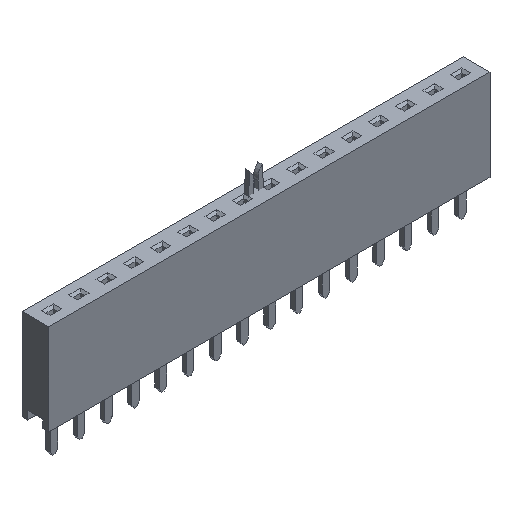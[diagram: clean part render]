
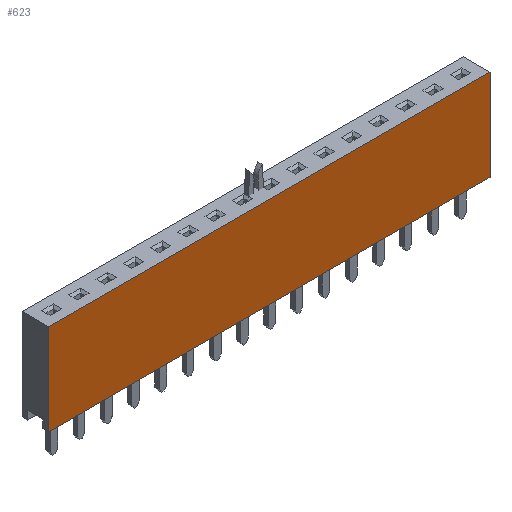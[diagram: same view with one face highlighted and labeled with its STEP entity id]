
A CAD part, isometric view. The second image highlights one B-rep face of the part: STEP entity #623.
In plain terms, the highlighted planar face has unit normal (0, -1, 0).
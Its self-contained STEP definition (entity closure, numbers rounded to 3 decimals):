
#623 = ADVANCED_FACE( '', ( #1313 ), #1314, .T. );
#1313 = FACE_OUTER_BOUND( '', #2071, .T. );
#1314 = PLANE( '', #2072 );
#2071 = EDGE_LOOP( '', ( #3929, #3930, #3931, #3932 ) );
#2072 = AXIS2_PLACEMENT_3D( '', #3933, #3934, #3935 );
#3929 = ORIENTED_EDGE( '', *, *, #4799, .T. );
#3930 = ORIENTED_EDGE( '', *, *, #5102, .T. );
#3931 = ORIENTED_EDGE( '', *, *, #5163, .T. );
#3932 = ORIENTED_EDGE( '', *, *, #4732, .T. );
#3933 = CARTESIAN_POINT( '', ( 0., -1.25, 0. ) );
#3934 = DIRECTION( '', ( 0., -1., 0. ) );
#3935 = DIRECTION( '', ( 0., 0., -1. ) );
#4732 = EDGE_CURVE( '', #5791, #5789, #5792, .T. );
#4799 = EDGE_CURVE( '', #5789, #5899, #5901, .T. );
#5102 = EDGE_CURVE( '', #5899, #6303, #6305, .T. );
#5163 = EDGE_CURVE( '', #6303, #5791, #6374, .T. );
#5789 = VERTEX_POINT( '', #7264 );
#5791 = VERTEX_POINT( '', #7267 );
#5792 = LINE( '', #7268, #7269 );
#5899 = VERTEX_POINT( '', #7436 );
#5901 = LINE( '', #7439, #7440 );
#6303 = VERTEX_POINT( '', #8064 );
#6305 = LINE( '', #8067, #8068 );
#6374 = LINE( '', #8174, #8175 );
#7264 = CARTESIAN_POINT( '', ( 20.57, -1.25, 4.25 ) );
#7267 = CARTESIAN_POINT( '', ( 20.57, -1.25, -4.25 ) );
#7268 = CARTESIAN_POINT( '', ( 20.57, -1.25, -4.25 ) );
#7269 = VECTOR( '', #8548, 1000. );
#7436 = CARTESIAN_POINT( '', ( -20.57, -1.25, 4.25 ) );
#7439 = CARTESIAN_POINT( '', ( 20.57, -1.25, 4.25 ) );
#7440 = VECTOR( '', #8610, 1000. );
#8064 = CARTESIAN_POINT( '', ( -20.57, -1.25, -4.25 ) );
#8067 = CARTESIAN_POINT( '', ( -20.57, -1.25, 4.25 ) );
#8068 = VECTOR( '', #8825, 1000. );
#8174 = CARTESIAN_POINT( '', ( -20.57, -1.25, -4.25 ) );
#8175 = VECTOR( '', #8863, 1000. );
#8548 = DIRECTION( '', ( 0., 0., 1. ) );
#8610 = DIRECTION( '', ( -1., 0., 0. ) );
#8825 = DIRECTION( '', ( 0., 0., -1. ) );
#8863 = DIRECTION( '', ( 1., 0., 0. ) );
